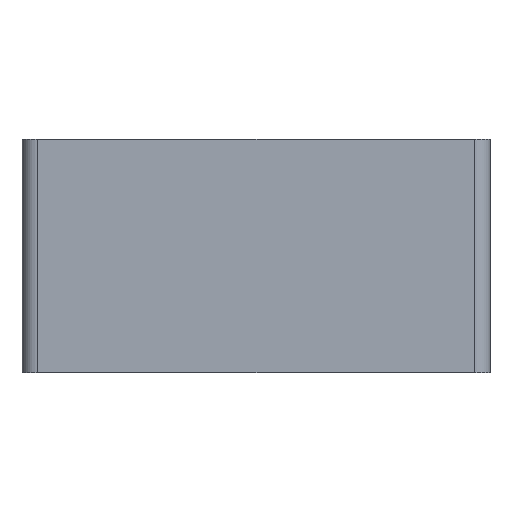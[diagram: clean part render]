
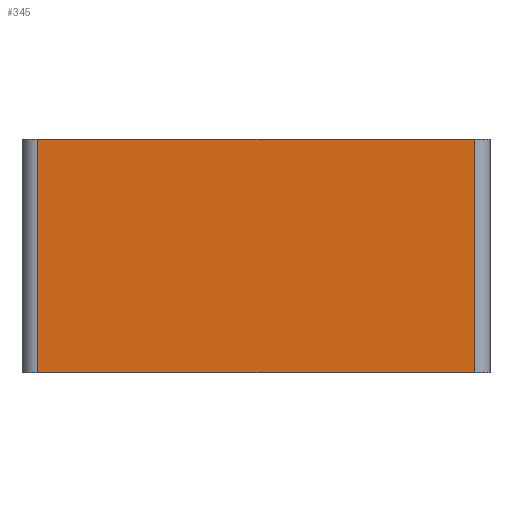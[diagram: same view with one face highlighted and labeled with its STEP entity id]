
A CAD part, left-side view. The second image highlights one B-rep face of the part: STEP entity #345.
In plain terms, the highlighted planar face has unit normal (-1, 0, 0).
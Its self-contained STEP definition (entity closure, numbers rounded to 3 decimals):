
#25=PLANE('',#387);
#43=FACE_OUTER_BOUND('',#62,.T.);
#62=EDGE_LOOP('',(#301,#302,#303,#304));
#71=LINE('',#513,#103);
#80=LINE('',#547,#112);
#83=LINE('',#554,#115);
#96=LINE('',#588,#128);
#103=VECTOR('',#409,10.);
#112=VECTOR('',#440,10.);
#115=VECTOR('',#449,10.);
#128=VECTOR('',#488,10.);
#152=VERTEX_POINT('',#510);
#153=VERTEX_POINT('',#512);
#167=VERTEX_POINT('',#545);
#168=VERTEX_POINT('',#552);
#186=EDGE_CURVE('',#152,#153,#71,.T.);
#203=EDGE_CURVE('',#167,#152,#80,.T.);
#207=EDGE_CURVE('',#153,#168,#83,.T.);
#224=EDGE_CURVE('',#168,#167,#96,.T.);
#301=ORIENTED_EDGE('',*,*,#203,.F.);
#302=ORIENTED_EDGE('',*,*,#224,.F.);
#303=ORIENTED_EDGE('',*,*,#207,.F.);
#304=ORIENTED_EDGE('',*,*,#186,.F.);
#345=ADVANCED_FACE('',(#43),#25,.T.);
#387=AXIS2_PLACEMENT_3D('',#587,#486,#487);
#409=DIRECTION('',(0.,1.,0.));
#440=DIRECTION('',(0.,0.,-1.));
#449=DIRECTION('',(0.,0.,1.));
#486=DIRECTION('center_axis',(-1.,0.,0.));
#487=DIRECTION('ref_axis',(0.,-1.,0.));
#488=DIRECTION('',(0.,-1.,0.));
#510=CARTESIAN_POINT('',(-20.,-14.,0.));
#512=CARTESIAN_POINT('',(-20.,14.,0.));
#513=CARTESIAN_POINT('',(-20.,-15.,0.));
#545=CARTESIAN_POINT('',(-20.,-14.,15.));
#547=CARTESIAN_POINT('',(-20.,-14.,0.));
#552=CARTESIAN_POINT('',(-20.,14.,15.));
#554=CARTESIAN_POINT('',(-20.,14.,0.));
#587=CARTESIAN_POINT('Origin',(-20.,15.,0.));
#588=CARTESIAN_POINT('',(-20.,-15.,15.));
